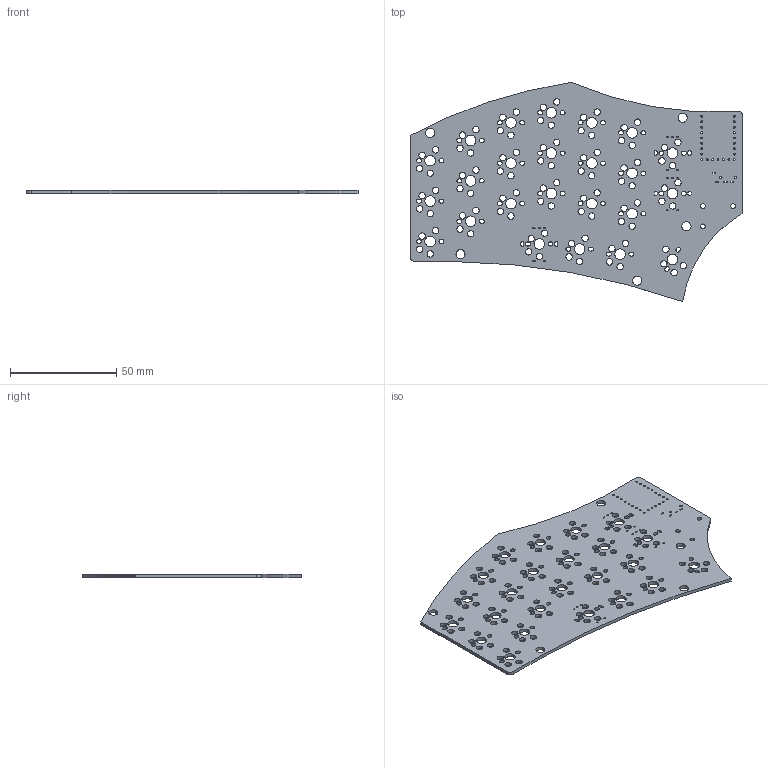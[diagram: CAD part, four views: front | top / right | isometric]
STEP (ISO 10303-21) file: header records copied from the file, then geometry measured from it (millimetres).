
FILE_DESCRIPTION(('KiCad electronic assembly'),'2;1');
FILE_NAME('Serpentine.step','2024-12-09T20:54:28',('Pcbnew'),('Kicad'), 'Open CASCADE STEP processor 7.8','KiCad to STEP converter','Unknown' );
FILE_SCHEMA(('AUTOMOTIVE_DESIGN { 1 0 10303 214 1 1 1 1 }'));
Length unit declared in the file: millimetre
Products named in the file (2): Serpentine 1; Serpentine_left_PCB
Assembly tree (1 placements, depth 2):
  Serpentine 1
    Serpentine_left_PCB
Bounding box: 156.57 x 103.36 x 1.6 mm (x, y, z)
Volume: 17049.3 mm3; surface area: 25005.7 mm2
Topology: 1 solids, 1 shells, 458 faces, 1368 edges, 912 vertices
Faces by surface type: cylinder 399, plane 59
Full cylindrical faces by diameter (mm): 0.85 x23, 1.2 x2, 2.2 x3, 3 x96, 4.3 x5, 5 x24
Entity records: 16811 total; most frequent: DIRECTION 3086, CARTESIAN_POINT 2740, ORIENTED_EDGE 2736, EDGE_CURVE 1368, AXIS2_PLACEMENT_3D 1258, VERTEX_POINT 912, FACE_BOUND 910, EDGE_LOOP 910
